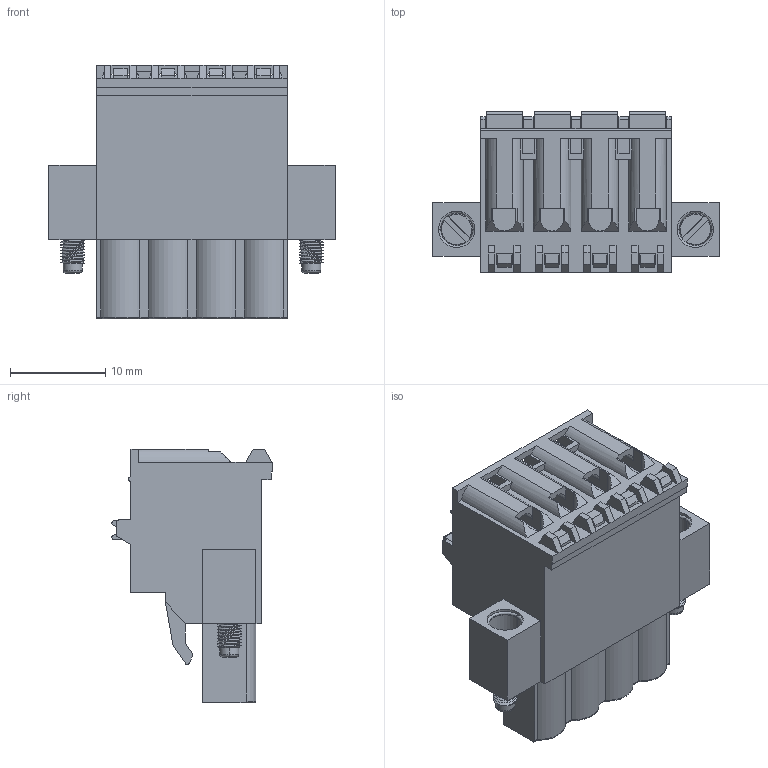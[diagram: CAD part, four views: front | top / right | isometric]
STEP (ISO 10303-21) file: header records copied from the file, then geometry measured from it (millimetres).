
FILE_DESCRIPTION (( 'STEP AP214' ), '1' );
FILE_NAME ('2EDGKDAM-5.0-04P-14-00AH.STEP', '2021-03-10T23:21:15', ( '' ), ( '' ), 'SwSTEP 2.0', 'SolidWorks 2020', '' );
FILE_SCHEMA (( 'AUTOMOTIVE_DESIGN' ));
Length unit declared in the file: millimetre
Products named in the file (1): 2EDGKDAM-5.0-04P-14-00AH
Bounding box: 30 x 16.8 x 26.6 mm (x, y, z)
Volume: 4920.1 mm3; surface area: 4624.6 mm2
Topology: 1 solids, 1 shells, 1019 faces, 2792 edges, 1822 vertices
Faces by surface type: plane 701, cylinder 158, bspline 124, cone 20, torus 16
Entity records: 45275 total; most frequent: CARTESIAN_POINT 15042, ORIENTED_EDGE 5582, DIRECTION 4522, EDGE_CURVE 2791, VECTOR 1956, LINE 1956, VERTEX_POINT 1820, AXIS2_PLACEMENT_3D 1283
